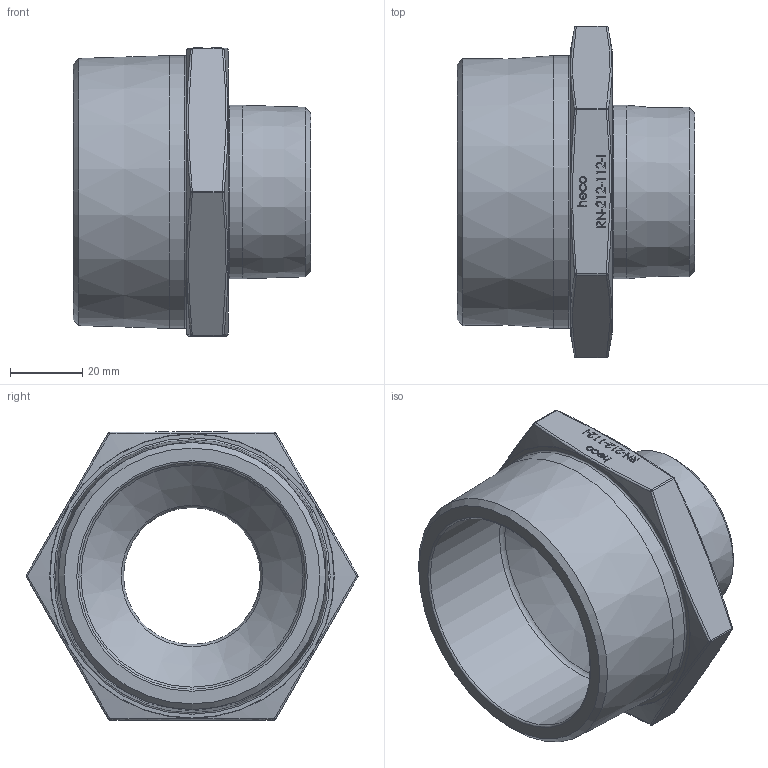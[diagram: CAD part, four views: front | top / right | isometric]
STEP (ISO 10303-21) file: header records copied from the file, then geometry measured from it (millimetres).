
FILE_DESCRIPTION (( 'STEP AP214' ), '1' );
FILE_NAME ('RN-212-112-I 2309.STEP', '2023-09-18T09:54:29', ( '' ), ( '' ), 'SwSTEP 2.0', 'SolidWorks 2019', '' );
FILE_SCHEMA (( 'AUTOMOTIVE_DESIGN' ));
Length unit declared in the file: millimetre
Products named in the file (1): RN-212-112-I  2309
Bounding box: 66 x 92.22 x 80.01 mm (x, y, z)
Volume: 101511.3 mm3; surface area: 31223.1 mm2
Topology: 1 solids, 1 shells, 222 faces, 563 edges, 360 vertices
Faces by surface type: plane 115, bspline 70, sphere 12, cylinder 10, torus 8, cone 7
Full cylindrical faces by diameter (mm): 38 x1, 48.203 x1, 63 x1, 75.759 x1
Entity records: 11670 total; most frequent: CARTESIAN_POINT 5173, ORIENTED_EDGE 1052, DIRECTION 750, EDGE_CURVE 526, VERTEX_POINT 346, VECTOR 328, LINE 328, EDGE_LOOP 264
